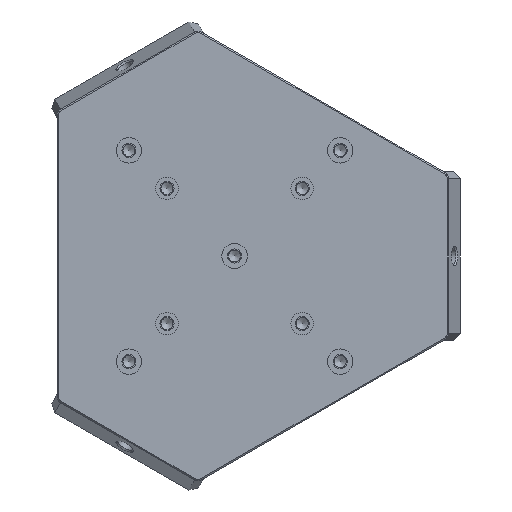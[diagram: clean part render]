
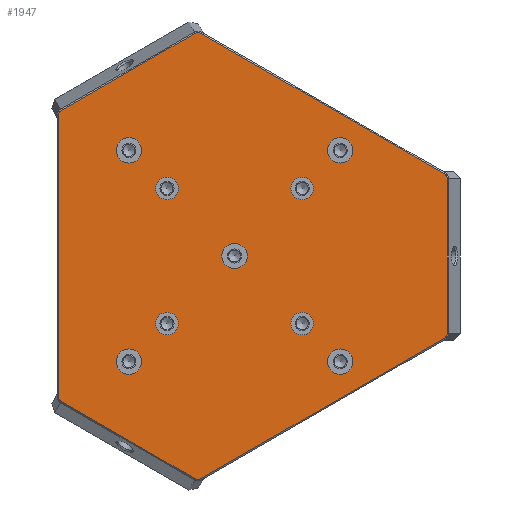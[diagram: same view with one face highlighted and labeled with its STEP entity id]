
A CAD part, front view. The second image highlights one B-rep face of the part: STEP entity #1947.
In plain terms, the highlighted planar face has unit normal (0, -1, 0).
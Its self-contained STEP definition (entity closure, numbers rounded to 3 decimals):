
#745=PLANE('',#11468);
#1056=LINE('',#27497,#1377);
#1057=LINE('',#27502,#1378);
#1058=LINE('',#27506,#1379);
#1059=LINE('',#27510,#1380);
#1060=LINE('',#27514,#1381);
#1061=LINE('',#27518,#1382);
#1377=VECTOR('',#13734,1.);
#1378=VECTOR('',#13737,1.);
#1379=VECTOR('',#13740,1.);
#1380=VECTOR('',#13743,1.);
#1381=VECTOR('',#13746,1.);
#1382=VECTOR('',#13749,1.);
#1947=ADVANCED_FACE('',(#3836,#3837,#3838,#3839,#3840,#3841,#3842,#3843,
#3844,#3845),#745,.T.);
#2877=CIRCLE('',#11453,4.);
#2878=CIRCLE('',#11454,4.);
#2879=CIRCLE('',#11455,4.);
#2880=CIRCLE('',#11456,4.);
#2881=CIRCLE('',#11457,4.);
#2882=CIRCLE('',#11458,4.);
#2883=CIRCLE('',#11459,9.);
#2884=CIRCLE('',#11460,8.003);
#2885=CIRCLE('',#11461,8.003);
#2886=CIRCLE('',#11462,9.);
#2887=CIRCLE('',#11463,9.);
#2888=CIRCLE('',#11464,8.003);
#2889=CIRCLE('',#11465,8.003);
#2890=CIRCLE('',#11466,9.);
#2891=CIRCLE('',#11467,9.);
#3836=FACE_BOUND('',#5181,.T.);
#3837=FACE_BOUND('',#5182,.T.);
#3838=FACE_BOUND('',#5183,.T.);
#3839=FACE_BOUND('',#5184,.T.);
#3840=FACE_BOUND('',#5185,.T.);
#3841=FACE_BOUND('',#5186,.T.);
#3842=FACE_BOUND('',#5187,.T.);
#3843=FACE_BOUND('',#5188,.T.);
#3844=FACE_BOUND('',#5189,.T.);
#3845=FACE_BOUND('',#5190,.T.);
#5181=EDGE_LOOP('',(#7346,#7347,#7348,#7349,#7350,#7351,#7352,#7353,#7354,
#7355,#7356,#7357));
#5182=EDGE_LOOP('',(#7358));
#5183=EDGE_LOOP('',(#7359));
#5184=EDGE_LOOP('',(#7360));
#5185=EDGE_LOOP('',(#7361));
#5186=EDGE_LOOP('',(#7362));
#5187=EDGE_LOOP('',(#7363));
#5188=EDGE_LOOP('',(#7364));
#5189=EDGE_LOOP('',(#7365));
#5190=EDGE_LOOP('',(#7366));
#7346=ORIENTED_EDGE('',*,*,#9983,.T.);
#7347=ORIENTED_EDGE('',*,*,#9984,.T.);
#7348=ORIENTED_EDGE('',*,*,#9985,.T.);
#7349=ORIENTED_EDGE('',*,*,#9986,.T.);
#7350=ORIENTED_EDGE('',*,*,#9987,.T.);
#7351=ORIENTED_EDGE('',*,*,#9988,.T.);
#7352=ORIENTED_EDGE('',*,*,#9989,.T.);
#7353=ORIENTED_EDGE('',*,*,#9990,.T.);
#7354=ORIENTED_EDGE('',*,*,#9991,.T.);
#7355=ORIENTED_EDGE('',*,*,#9992,.T.);
#7356=ORIENTED_EDGE('',*,*,#9993,.T.);
#7357=ORIENTED_EDGE('',*,*,#9994,.T.);
#7358=ORIENTED_EDGE('',*,*,#9995,.T.);
#7359=ORIENTED_EDGE('',*,*,#9996,.F.);
#7360=ORIENTED_EDGE('',*,*,#9997,.F.);
#7361=ORIENTED_EDGE('',*,*,#9998,.T.);
#7362=ORIENTED_EDGE('',*,*,#9999,.T.);
#7363=ORIENTED_EDGE('',*,*,#10000,.F.);
#7364=ORIENTED_EDGE('',*,*,#10001,.F.);
#7365=ORIENTED_EDGE('',*,*,#10002,.T.);
#7366=ORIENTED_EDGE('',*,*,#10003,.T.);
#8780=VERTEX_POINT('',#27498);
#8781=VERTEX_POINT('',#27499);
#8782=VERTEX_POINT('',#27501);
#8783=VERTEX_POINT('',#27503);
#8784=VERTEX_POINT('',#27505);
#8785=VERTEX_POINT('',#27507);
#8786=VERTEX_POINT('',#27509);
#8787=VERTEX_POINT('',#27511);
#8788=VERTEX_POINT('',#27513);
#8789=VERTEX_POINT('',#27515);
#8790=VERTEX_POINT('',#27517);
#8791=VERTEX_POINT('',#27519);
#8792=VERTEX_POINT('',#27522);
#8793=VERTEX_POINT('',#27524);
#8794=VERTEX_POINT('',#27526);
#8795=VERTEX_POINT('',#27528);
#8796=VERTEX_POINT('',#27530);
#8797=VERTEX_POINT('',#27532);
#8798=VERTEX_POINT('',#27534);
#8799=VERTEX_POINT('',#27536);
#8800=VERTEX_POINT('',#27538);
#9983=EDGE_CURVE('',#8780,#8781,#1056,.T.);
#9984=EDGE_CURVE('',#8781,#8782,#2877,.T.);
#9985=EDGE_CURVE('',#8782,#8783,#1057,.T.);
#9986=EDGE_CURVE('',#8783,#8784,#2878,.T.);
#9987=EDGE_CURVE('',#8784,#8785,#1058,.T.);
#9988=EDGE_CURVE('',#8785,#8786,#2879,.T.);
#9989=EDGE_CURVE('',#8786,#8787,#1059,.T.);
#9990=EDGE_CURVE('',#8787,#8788,#2880,.T.);
#9991=EDGE_CURVE('',#8788,#8789,#1060,.T.);
#9992=EDGE_CURVE('',#8789,#8790,#2881,.T.);
#9993=EDGE_CURVE('',#8790,#8791,#1061,.T.);
#9994=EDGE_CURVE('',#8791,#8780,#2882,.T.);
#9995=EDGE_CURVE('',#8792,#8792,#2883,.T.);
#9996=EDGE_CURVE('',#8793,#8793,#2884,.T.);
#9997=EDGE_CURVE('',#8794,#8794,#2885,.T.);
#9998=EDGE_CURVE('',#8795,#8795,#2886,.T.);
#9999=EDGE_CURVE('',#8796,#8796,#2887,.T.);
#10000=EDGE_CURVE('',#8797,#8797,#2888,.T.);
#10001=EDGE_CURVE('',#8798,#8798,#2889,.T.);
#10002=EDGE_CURVE('',#8799,#8799,#2890,.T.);
#10003=EDGE_CURVE('',#8800,#8800,#2891,.T.);
#11453=AXIS2_PLACEMENT_3D('',#27500,#13735,#13736);
#11454=AXIS2_PLACEMENT_3D('',#27504,#13738,#13739);
#11455=AXIS2_PLACEMENT_3D('',#27508,#13741,#13742);
#11456=AXIS2_PLACEMENT_3D('',#27512,#13744,#13745);
#11457=AXIS2_PLACEMENT_3D('',#27516,#13747,#13748);
#11458=AXIS2_PLACEMENT_3D('',#27520,#13750,#13751);
#11459=AXIS2_PLACEMENT_3D('',#27521,#13752,#13753);
#11460=AXIS2_PLACEMENT_3D('',#27523,#13754,#13755);
#11461=AXIS2_PLACEMENT_3D('',#27525,#13756,#13757);
#11462=AXIS2_PLACEMENT_3D('',#27527,#13758,#13759);
#11463=AXIS2_PLACEMENT_3D('',#27529,#13760,#13761);
#11464=AXIS2_PLACEMENT_3D('',#27531,#13762,#13763);
#11465=AXIS2_PLACEMENT_3D('',#27533,#13764,#13765);
#11466=AXIS2_PLACEMENT_3D('',#27535,#13766,#13767);
#11467=AXIS2_PLACEMENT_3D('',#27537,#13768,#13769);
#11468=AXIS2_PLACEMENT_3D('',#27539,#13770,#13771);
#13734=DIRECTION('',(0.,0.,1.));
#13735=DIRECTION('',(0.,-1.,0.));
#13736=DIRECTION('',(0.,0.,-1.));
#13737=DIRECTION('',(-0.866,0.,0.5));
#13738=DIRECTION('',(0.,-1.,0.));
#13739=DIRECTION('',(0.,0.,-1.));
#13740=DIRECTION('',(-0.866,0.,-0.5));
#13741=DIRECTION('',(0.,-1.,0.));
#13742=DIRECTION('',(0.,0.,-1.));
#13743=DIRECTION('',(0.,0.,-1.));
#13744=DIRECTION('',(0.,-1.,0.));
#13745=DIRECTION('',(0.,0.,-1.));
#13746=DIRECTION('',(0.866,0.,-0.5));
#13747=DIRECTION('',(0.,-1.,0.));
#13748=DIRECTION('',(0.,0.,-1.));
#13749=DIRECTION('',(0.866,0.,0.5));
#13750=DIRECTION('',(0.,-1.,0.));
#13751=DIRECTION('',(0.,0.,-1.));
#13752=DIRECTION('',(0.,1.,0.));
#13753=DIRECTION('',(-1.,0.,0.));
#13754=DIRECTION('',(0.,-1.,0.));
#13755=DIRECTION('',(0.,0.,-1.));
#13756=DIRECTION('',(0.,-1.,0.));
#13757=DIRECTION('',(0.,0.,1.));
#13758=DIRECTION('',(0.,1.,0.));
#13759=DIRECTION('',(0.,0.,-1.));
#13760=DIRECTION('',(0.,1.,0.));
#13761=DIRECTION('',(0.,0.,1.));
#13762=DIRECTION('',(0.,-1.,0.));
#13763=DIRECTION('',(-1.,0.,0.));
#13764=DIRECTION('',(0.,-1.,0.));
#13765=DIRECTION('',(1.,0.,0.));
#13766=DIRECTION('',(0.,1.,0.));
#13767=DIRECTION('',(0.,0.,1.));
#13768=DIRECTION('',(0.,1.,0.));
#13769=DIRECTION('',(1.,0.,0.));
#13770=DIRECTION('',(0.,-1.,0.));
#13771=DIRECTION('',(-0.866,0.,-0.5));
#27497=CARTESIAN_POINT('',(551.,-185.3,-149.7));
#27498=CARTESIAN_POINT('',(551.,-185.3,-204.548));
#27499=CARTESIAN_POINT('',(551.,-185.3,-94.852));
#27500=CARTESIAN_POINT('',(547.,-185.3,-94.852));
#27501=CARTESIAN_POINT('',(549.,-185.3,-91.388));
#27502=CARTESIAN_POINT('',(462.5,-185.3,-41.447));
#27503=CARTESIAN_POINT('',(376.,-185.3,8.494));
#27504=CARTESIAN_POINT('',(374.,-185.3,5.03));
#27505=CARTESIAN_POINT('',(372.,-185.3,8.494));
#27506=CARTESIAN_POINT('',(324.5,-185.3,-18.93));
#27507=CARTESIAN_POINT('',(277.,-185.3,-46.354));
#27508=CARTESIAN_POINT('',(279.,-185.3,-49.818));
#27509=CARTESIAN_POINT('',(275.,-185.3,-49.818));
#27510=CARTESIAN_POINT('',(275.,-185.3,-149.7));
#27511=CARTESIAN_POINT('',(275.,-185.3,-249.582));
#27512=CARTESIAN_POINT('',(279.,-185.3,-249.582));
#27513=CARTESIAN_POINT('',(277.,-185.3,-253.046));
#27514=CARTESIAN_POINT('',(324.5,-185.3,-280.47));
#27515=CARTESIAN_POINT('',(372.,-185.3,-307.894));
#27516=CARTESIAN_POINT('',(374.,-185.3,-304.43));
#27517=CARTESIAN_POINT('',(376.,-185.3,-307.894));
#27518=CARTESIAN_POINT('',(462.5,-185.3,-257.953));
#27519=CARTESIAN_POINT('',(549.,-185.3,-208.012));
#27520=CARTESIAN_POINT('',(547.,-185.3,-204.548));
#27521=CARTESIAN_POINT('',(475.,-185.3,-74.7));
#27522=CARTESIAN_POINT('',(466.,-185.3,-74.7));
#27523=CARTESIAN_POINT('',(448.,-185.3,-101.7));
#27524=CARTESIAN_POINT('',(448.,-185.3,-109.702));
#27525=CARTESIAN_POINT('',(352.,-185.3,-197.7));
#27526=CARTESIAN_POINT('',(352.,-185.3,-189.697));
#27527=CARTESIAN_POINT('',(325.,-185.3,-74.7));
#27528=CARTESIAN_POINT('',(325.,-185.3,-83.7));
#27529=CARTESIAN_POINT('',(400.,-185.3,-149.7));
#27530=CARTESIAN_POINT('',(400.,-185.3,-140.7));
#27531=CARTESIAN_POINT('',(448.,-185.3,-197.7));
#27532=CARTESIAN_POINT('',(439.997,-185.3,-197.7));
#27533=CARTESIAN_POINT('',(352.,-185.3,-101.7));
#27534=CARTESIAN_POINT('',(360.002,-185.3,-101.7));
#27535=CARTESIAN_POINT('',(475.,-185.3,-224.7));
#27536=CARTESIAN_POINT('',(475.,-185.3,-215.7));
#27537=CARTESIAN_POINT('',(325.,-185.3,-224.7));
#27538=CARTESIAN_POINT('',(334.,-185.3,-224.7));
#27539=CARTESIAN_POINT('',(400.,-185.3,-149.7));
